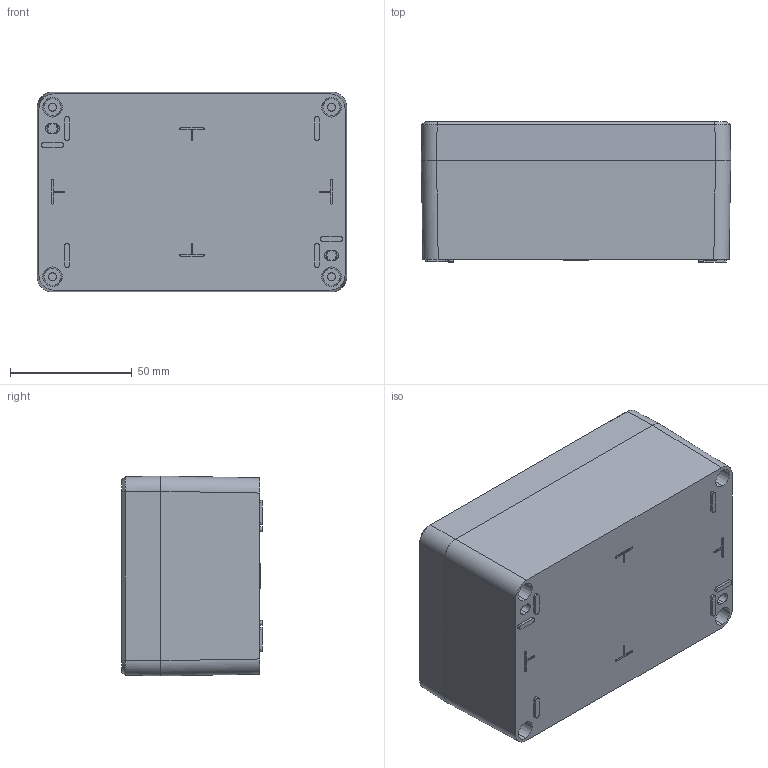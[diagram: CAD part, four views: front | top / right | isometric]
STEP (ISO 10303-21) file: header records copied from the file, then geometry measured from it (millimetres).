
FILE_DESCRIPTION (( 'STEP AP203' ), '1' );
FILE_NAME ('ALN081306.STEP', '2019-03-11T13:09:39', ( '' ), ( '' ), 'SwSTEP 2.0', 'SolidWorks 2018', '' );
FILE_SCHEMA (( 'CONFIG_CONTROL_DESIGN' ));
Length unit declared in the file: millimetre
Products named in the file (7): 28611; Lockwasher Cu M4; M4 earth screw _Cu; FIBOX ALN_081304B; 28690; FIBOX ALN_081302C; ALN081306
Assembly tree (9 placements, depth 3):
  ALN081306
    FIBOX ALN_081304B
    FIBOX ALN_081302C
    28690
      M4 earth screw _Cu
      Lockwasher Cu M4
    28611  x4
Bounding box: 127 x 57.5 x 82 mm (x, y, z)
Volume: 151014 mm3; surface area: 95838.4 mm2
Topology: 8 solids, 8 shells, 956 faces, 2524 edges, 1641 vertices
Faces by surface type: cylinder 386, plane 322, cone 119, bspline 110, torus 17, sphere 2
Entity records: 26914 total; most frequent: CARTESIAN_POINT 9594, ORIENTED_EDGE 3636, DIRECTION 3262, EDGE_CURVE 1818, AXIS2_PLACEMENT_3D 1205, VERTEX_POINT 1194, VECTOR 852, LINE 852
